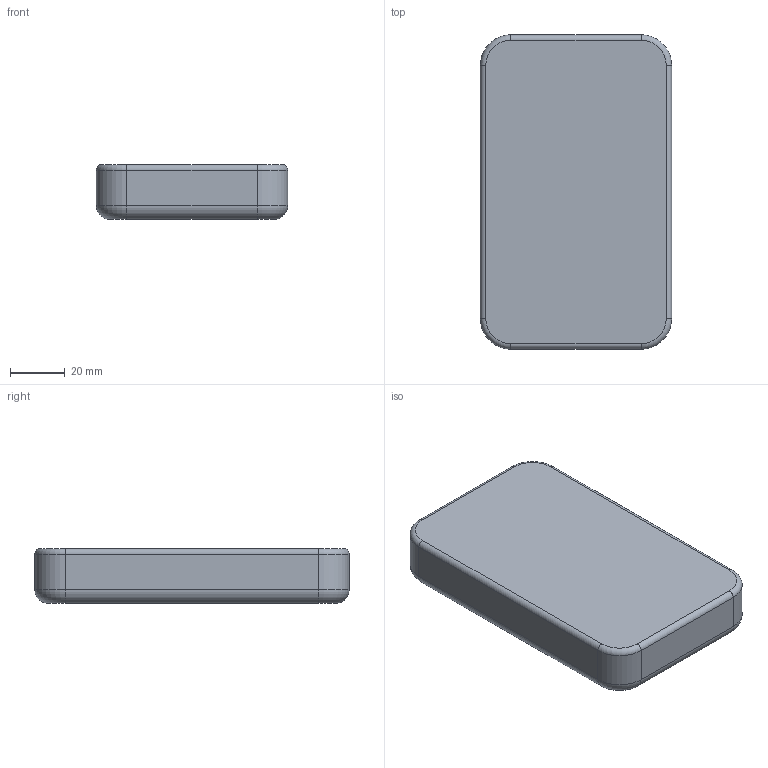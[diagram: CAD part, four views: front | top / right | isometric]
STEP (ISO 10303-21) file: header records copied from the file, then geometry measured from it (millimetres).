
FILE_DESCRIPTION(/* description */ ('STEP AP242','CAx-IF Rec.Pracs.---Representation and Presentation of Product Manufacturing Information (PMI)---4.0---2014-10-13','CAx-IF Rec.Pracs.---3D Tessellated Geometry---0.4---2014-09-14','2;1'),/* implementation_level */ '2;1');
FILE_NAME(/* name */ '66e7d889c7d3884b24f1a6ff',/* time_stamp */ '2024-09-16T07:04:41Z',/* author */ (''),/* organization */ (''),/* preprocessor_version */ 'ST-DEVELOPER v20',/* originating_system */ ' ',/* authorisation */ ' ');
FILE_SCHEMA (('AP242_MANAGED_MODEL_BASED_3D_ENGINEERING_MIM_LF { 1 0 10303 442 1 1 4 }'));
Length unit declared in the file: metre
Products named in the file (1): Part 1
Bounding box: 70 x 115 x 20 mm (x, y, z)
Volume: 108189.9 mm3; surface area: 28518.2 mm2
Topology: 1 solids, 1 shells, 73 faces, 162 edges, 100 vertices
Faces by surface type: plane 33, cylinder 24, torus 8, cone 8
Full cylindrical faces by diameter (mm): 2.4 x4, 3.4 x2, 4.4 x2
Entity records: 1862 total; most frequent: DIRECTION 342, CARTESIAN_POINT 310, ORIENTED_EDGE 272, EDGE_CURVE 136, AXIS2_PLACEMENT_3D 134, EDGE_LOOP 98, FACE_BOUND 98, VERTEX_POINT 90
